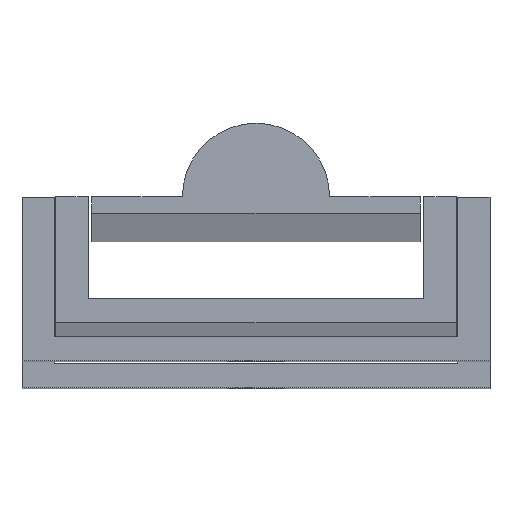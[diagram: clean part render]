
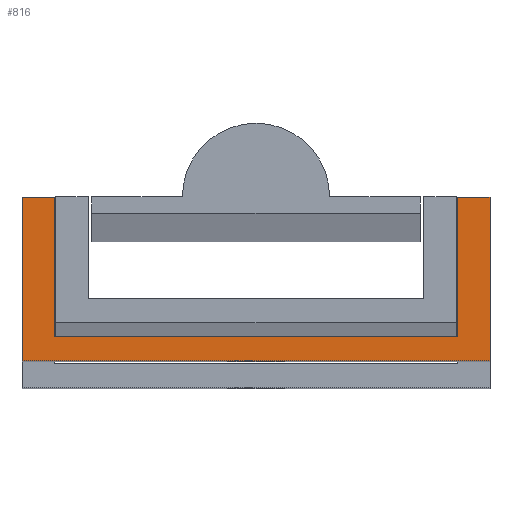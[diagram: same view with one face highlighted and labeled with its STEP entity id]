
A CAD part, top view. The second image highlights one B-rep face of the part: STEP entity #816.
In plain terms, the highlighted planar face has unit normal (0, 0, 1).
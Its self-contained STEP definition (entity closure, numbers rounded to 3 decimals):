
#41=PLANE('',#886);
#81=FACE_OUTER_BOUND('',#131,.T.);
#131=EDGE_LOOP('',(#626,#627,#628,#629,#630,#631,#632,#633));
#175=LINE('',#1186,#269);
#179=LINE('',#1193,#273);
#181=LINE('',#1198,#275);
#185=LINE('',#1207,#279);
#188=LINE('',#1213,#282);
#191=LINE('',#1217,#285);
#193=LINE('',#1222,#287);
#196=LINE('',#1226,#290);
#269=VECTOR('',#963,10.);
#273=VECTOR('',#969,10.);
#275=VECTOR('',#973,10.);
#279=VECTOR('',#979,10.);
#282=VECTOR('',#984,10.);
#285=VECTOR('',#989,10.);
#287=VECTOR('',#993,10.);
#290=VECTOR('',#998,10.);
#389=VERTEX_POINT('',#1183);
#390=VERTEX_POINT('',#1185);
#392=VERTEX_POINT('',#1191);
#394=VERTEX_POINT('',#1197);
#397=VERTEX_POINT('',#1204);
#398=VERTEX_POINT('',#1206);
#400=VERTEX_POINT('',#1212);
#402=VERTEX_POINT('',#1221);
#470=EDGE_CURVE('',#389,#390,#175,.T.);
#474=EDGE_CURVE('',#392,#389,#179,.T.);
#476=EDGE_CURVE('',#390,#394,#181,.T.);
#480=EDGE_CURVE('',#398,#397,#185,.T.);
#483=EDGE_CURVE('',#400,#398,#188,.T.);
#486=EDGE_CURVE('',#400,#392,#191,.T.);
#488=EDGE_CURVE('',#402,#394,#193,.T.);
#491=EDGE_CURVE('',#397,#402,#196,.T.);
#626=ORIENTED_EDGE('',*,*,#491,.T.);
#627=ORIENTED_EDGE('',*,*,#488,.T.);
#628=ORIENTED_EDGE('',*,*,#476,.F.);
#629=ORIENTED_EDGE('',*,*,#470,.F.);
#630=ORIENTED_EDGE('',*,*,#474,.F.);
#631=ORIENTED_EDGE('',*,*,#486,.F.);
#632=ORIENTED_EDGE('',*,*,#483,.T.);
#633=ORIENTED_EDGE('',*,*,#480,.T.);
#816=ADVANCED_FACE('',(#81),#41,.T.);
#886=AXIS2_PLACEMENT_3D('',#1227,#999,#1000);
#963=DIRECTION('',(1.,0.,0.));
#969=DIRECTION('',(0.,1.,0.));
#973=DIRECTION('',(0.,-1.,0.));
#979=DIRECTION('',(-1.,0.,0.));
#984=DIRECTION('',(0.,1.,0.));
#989=DIRECTION('',(1.,0.,0.));
#993=DIRECTION('',(1.,0.,0.));
#998=DIRECTION('',(0.,-1.,0.));
#999=DIRECTION('center_axis',(0.,0.,1.));
#1000=DIRECTION('ref_axis',(1.,0.,0.));
#1183=CARTESIAN_POINT('',(12.3,7.7,990.));
#1185=CARTESIAN_POINT('',(14.3,7.7,990.));
#1186=CARTESIAN_POINT('',(12.3,7.7,990.));
#1191=CARTESIAN_POINT('',(12.3,-0.8,990.));
#1193=CARTESIAN_POINT('',(12.3,-0.8,990.));
#1197=CARTESIAN_POINT('',(14.3,-2.3,990.));
#1198=CARTESIAN_POINT('',(14.3,7.7,990.));
#1204=CARTESIAN_POINT('',(-14.3,7.7,990.));
#1206=CARTESIAN_POINT('',(-12.3,7.7,990.));
#1207=CARTESIAN_POINT('',(-12.3,7.7,990.));
#1212=CARTESIAN_POINT('',(-12.3,-0.8,990.));
#1213=CARTESIAN_POINT('',(-12.3,-0.8,990.));
#1217=CARTESIAN_POINT('',(0.,-0.8,990.));
#1221=CARTESIAN_POINT('',(-14.3,-2.3,990.));
#1222=CARTESIAN_POINT('',(-14.3,-2.3,990.));
#1226=CARTESIAN_POINT('',(-14.3,7.7,990.));
#1227=CARTESIAN_POINT('Origin',(-7.15,2.7,990.));
